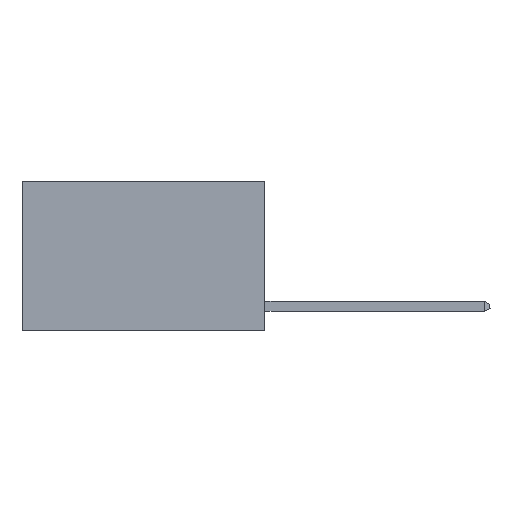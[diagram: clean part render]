
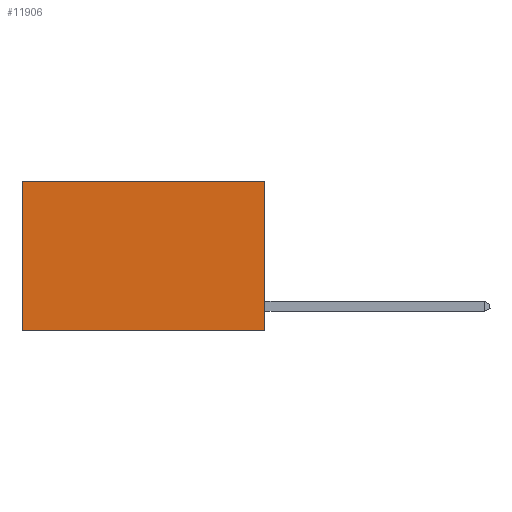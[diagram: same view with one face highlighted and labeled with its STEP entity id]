
A CAD part, left-side view. The second image highlights one B-rep face of the part: STEP entity #11906.
In plain terms, the highlighted planar face has unit normal (-1, 0, 0).
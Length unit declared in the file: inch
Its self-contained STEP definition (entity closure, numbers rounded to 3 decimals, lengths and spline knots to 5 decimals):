
#219 = CARTESIAN_POINT ( 'NONE',  ( 0.2625, 0., 0. ) ) ;
#255 = VECTOR ( 'NONE', #6217, 39.37008 ) ;
#1313 = VECTOR ( 'NONE', #13053, 39.37008 ) ;
#1547 = DIRECTION ( 'NONE',  ( 0., 0., -1. ) ) ;
#1811 = CARTESIAN_POINT ( 'NONE',  ( 0.2625, 0.6, 0. ) ) ;
#2125 = CARTESIAN_POINT ( 'NONE',  ( 0.2625, 0.6, -0.37 ) ) ;
#2290 = ORIENTED_EDGE ( 'NONE', *, *, #3939, .F. ) ;
#2898 = VERTEX_POINT ( 'NONE', #5020 ) ;
#3558 = EDGE_CURVE ( 'NONE', #16328, #8655, #11200, .T. ) ;
#3844 = ORIENTED_EDGE ( 'NONE', *, *, #3558, .F. ) ;
#3939 = EDGE_CURVE ( 'NONE', #8967, #16328, #10002, .T. ) ;
#4203 = CARTESIAN_POINT ( 'NONE',  ( 0.2625, 0., -0.37 ) ) ;
#4244 = LINE ( 'NONE', #1811, #255 ) ;
#5020 = CARTESIAN_POINT ( 'NONE',  ( 0.2625, 0.6, 0. ) ) ;
#5876 = CARTESIAN_POINT ( 'NONE',  ( 0.2625, 0., 0. ) ) ;
#5979 = VECTOR ( 'NONE', #9871, 39.37008 ) ;
#6073 = DIRECTION ( 'NONE',  ( 1., 0., 0. ) ) ;
#6217 = DIRECTION ( 'NONE',  ( 0., 0., -1. ) ) ;
#6306 = FACE_OUTER_BOUND ( 'NONE', #10276, .T. ) ;
#6781 = CARTESIAN_POINT ( 'NONE',  ( 0.2625, 0., 0. ) ) ;
#8477 = DIRECTION ( 'NONE',  ( 0., 1., 0. ) ) ;
#8655 = VERTEX_POINT ( 'NONE', #2125 ) ;
#8967 = VERTEX_POINT ( 'NONE', #219 ) ;
#9466 = CARTESIAN_POINT ( 'NONE',  ( 0.2625, 0., 0. ) ) ;
#9871 = DIRECTION ( 'NONE',  ( 0., 0., -1. ) ) ;
#10002 = LINE ( 'NONE', #9466, #5979 ) ;
#10276 = EDGE_LOOP ( 'NONE', ( #16777, #3844, #2290, #12420 ) ) ;
#11200 = LINE ( 'NONE', #14490, #1313 ) ;
#11906 = ADVANCED_FACE ( 'NONE', ( #6306 ), #13452, .F. ) ;
#12420 = ORIENTED_EDGE ( 'NONE', *, *, #17254, .T. ) ;
#13053 = DIRECTION ( 'NONE',  ( 0., 1., 0. ) ) ;
#13452 = PLANE ( 'NONE',  #15194 ) ;
#13709 = VECTOR ( 'NONE', #8477, 39.37008 ) ;
#14490 = CARTESIAN_POINT ( 'NONE',  ( 0.2625, 0., -0.37 ) ) ;
#14637 = LINE ( 'NONE', #6781, #13709 ) ;
#15194 = AXIS2_PLACEMENT_3D ( 'NONE', #5876, #6073, #1547 ) ;
#16328 = VERTEX_POINT ( 'NONE', #4203 ) ;
#16777 = ORIENTED_EDGE ( 'NONE', *, *, #17394, .T. ) ;
#17254 = EDGE_CURVE ( 'NONE', #8967, #2898, #14637, .T. ) ;
#17394 = EDGE_CURVE ( 'NONE', #2898, #8655, #4244, .T. ) ;
